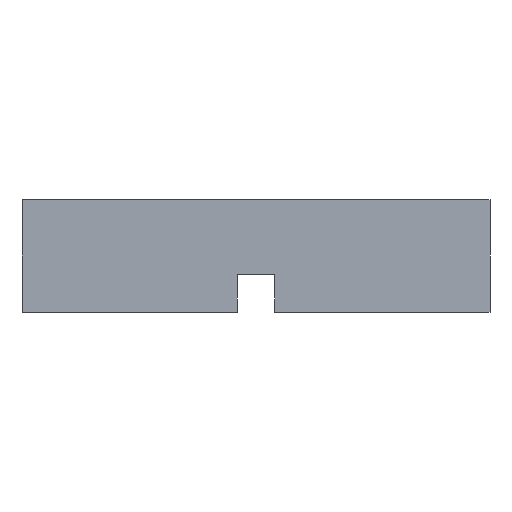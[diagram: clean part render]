
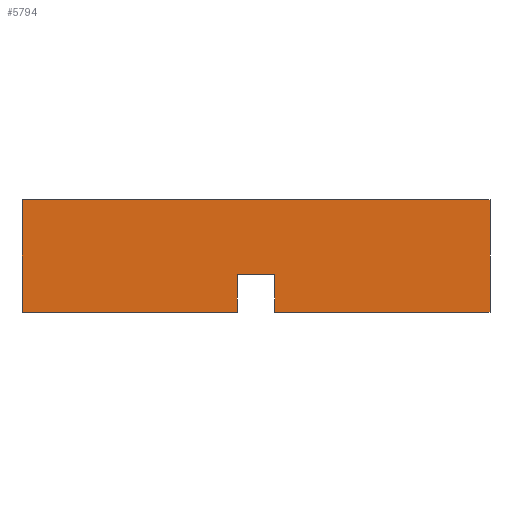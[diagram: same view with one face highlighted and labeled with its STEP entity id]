
A CAD part, front view. The second image highlights one B-rep face of the part: STEP entity #5794.
In plain terms, the highlighted planar face has unit normal (0, -1, 0).
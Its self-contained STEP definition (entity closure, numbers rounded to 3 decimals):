
#33 = PLANE('',#34);
#34 = AXIS2_PLACEMENT_3D('',#35,#36,#37);
#35 = CARTESIAN_POINT('',(0.,0.,0.));
#36 = DIRECTION('',(0.,0.,1.));
#37 = DIRECTION('',(1.,0.,0.));
#136 = VERTEX_POINT('',#137);
#137 = CARTESIAN_POINT('',(0.2,-2.5,0.));
#151 = PLANE('',#152);
#152 = AXIS2_PLACEMENT_3D('',#153,#154,#155);
#153 = CARTESIAN_POINT('',(0.2,-2.5,0.));
#154 = DIRECTION('',(1.,0.,0.));
#155 = DIRECTION('',(0.,1.,0.));
#163 = EDGE_CURVE('',#136,#164,#166,.T.);
#164 = VERTEX_POINT('',#165);
#165 = CARTESIAN_POINT('',(2.5,-2.5,0.));
#166 = SURFACE_CURVE('',#167,(#171,#178),.PCURVE_S1.);
#167 = LINE('',#168,#169);
#168 = CARTESIAN_POINT('',(0.2,-2.5,0.));
#169 = VECTOR('',#170,1.);
#170 = DIRECTION('',(1.,0.,0.));
#171 = PCURVE('',#33,#172);
#172 = DEFINITIONAL_REPRESENTATION('',(#173),#177);
#173 = LINE('',#174,#175);
#174 = CARTESIAN_POINT('',(0.2,-2.5));
#175 = VECTOR('',#176,1.);
#176 = DIRECTION('',(1.,0.));
#177 = ( GEOMETRIC_REPRESENTATION_CONTEXT(2) 
PARAMETRIC_REPRESENTATION_CONTEXT() REPRESENTATION_CONTEXT('2D SPACE',''
  ) );
#178 = PCURVE('',#179,#184);
#179 = PLANE('',#180);
#180 = AXIS2_PLACEMENT_3D('',#181,#182,#183);
#181 = CARTESIAN_POINT('',(-2.5,-2.5,0.));
#182 = DIRECTION('',(0.,-1.,0.));
#183 = DIRECTION('',(1.,0.,0.));
#184 = DEFINITIONAL_REPRESENTATION('',(#185),#189);
#185 = LINE('',#186,#187);
#186 = CARTESIAN_POINT('',(2.7,0.));
#187 = VECTOR('',#188,1.);
#188 = DIRECTION('',(1.,0.));
#189 = ( GEOMETRIC_REPRESENTATION_CONTEXT(2) 
PARAMETRIC_REPRESENTATION_CONTEXT() REPRESENTATION_CONTEXT('2D SPACE',''
  ) );
#207 = PLANE('',#208);
#208 = AXIS2_PLACEMENT_3D('',#209,#210,#211);
#209 = CARTESIAN_POINT('',(2.5,-2.5,0.));
#210 = DIRECTION('',(1.,0.,0.));
#211 = DIRECTION('',(0.,1.,0.));
#664 = PLANE('',#665);
#665 = AXIS2_PLACEMENT_3D('',#666,#667,#668);
#666 = CARTESIAN_POINT('',(0.,0.,0.));
#667 = DIRECTION('',(0.,0.,1.));
#668 = DIRECTION('',(1.,0.,0.));
#727 = PLANE('',#728);
#728 = AXIS2_PLACEMENT_3D('',#729,#730,#731);
#729 = CARTESIAN_POINT('',(-2.5,2.5,0.));
#730 = DIRECTION('',(-1.,0.,0.));
#731 = DIRECTION('',(0.,-1.,0.));
#1038 = VERTEX_POINT('',#1039);
#1039 = CARTESIAN_POINT('',(-2.5,-2.5,0.));
#1060 = EDGE_CURVE('',#1038,#1061,#1063,.T.);
#1061 = VERTEX_POINT('',#1062);
#1062 = CARTESIAN_POINT('',(-0.2,-2.5,0.));
#1063 = SURFACE_CURVE('',#1064,(#1068,#1075),.PCURVE_S1.);
#1064 = LINE('',#1065,#1066);
#1065 = CARTESIAN_POINT('',(-2.5,-2.5,0.));
#1066 = VECTOR('',#1067,1.);
#1067 = DIRECTION('',(1.,0.,0.));
#1068 = PCURVE('',#664,#1069);
#1069 = DEFINITIONAL_REPRESENTATION('',(#1070),#1074);
#1070 = LINE('',#1071,#1072);
#1071 = CARTESIAN_POINT('',(-2.5,-2.5));
#1072 = VECTOR('',#1073,1.);
#1073 = DIRECTION('',(1.,0.));
#1074 = ( GEOMETRIC_REPRESENTATION_CONTEXT(2) 
PARAMETRIC_REPRESENTATION_CONTEXT() REPRESENTATION_CONTEXT('2D SPACE',''
  ) );
#1075 = PCURVE('',#179,#1076);
#1076 = DEFINITIONAL_REPRESENTATION('',(#1077),#1081);
#1077 = LINE('',#1078,#1079);
#1078 = CARTESIAN_POINT('',(0.,0.));
#1079 = VECTOR('',#1080,1.);
#1080 = DIRECTION('',(1.,0.));
#1081 = ( GEOMETRIC_REPRESENTATION_CONTEXT(2) 
PARAMETRIC_REPRESENTATION_CONTEXT() REPRESENTATION_CONTEXT('2D SPACE',''
  ) );
#1099 = PLANE('',#1100);
#1100 = AXIS2_PLACEMENT_3D('',#1101,#1102,#1103);
#1101 = CARTESIAN_POINT('',(-0.2,-2.1,0.));
#1102 = DIRECTION('',(-1.,0.,0.));
#1103 = DIRECTION('',(0.,-1.,0.));
#2720 = PLANE('',#2721);
#2721 = AXIS2_PLACEMENT_3D('',#2722,#2723,#2724);
#2722 = CARTESIAN_POINT('',(0.,0.,1.2));
#2723 = DIRECTION('',(0.,0.,1.));
#2724 = DIRECTION('',(1.,0.,0.));
#2834 = VERTEX_POINT('',#2835);
#2835 = CARTESIAN_POINT('',(-2.5,-2.5,1.2));
#2856 = EDGE_CURVE('',#1038,#2834,#2857,.T.);
#2857 = SURFACE_CURVE('',#2858,(#2862,#2869),.PCURVE_S1.);
#2858 = LINE('',#2859,#2860);
#2859 = CARTESIAN_POINT('',(-2.5,-2.5,0.));
#2860 = VECTOR('',#2861,1.);
#2861 = DIRECTION('',(0.,0.,1.));
#2862 = PCURVE('',#727,#2863);
#2863 = DEFINITIONAL_REPRESENTATION('',(#2864),#2868);
#2864 = LINE('',#2865,#2866);
#2865 = CARTESIAN_POINT('',(5.,0.));
#2866 = VECTOR('',#2867,1.);
#2867 = DIRECTION('',(0.,1.));
#2868 = ( GEOMETRIC_REPRESENTATION_CONTEXT(2) 
PARAMETRIC_REPRESENTATION_CONTEXT() REPRESENTATION_CONTEXT('2D SPACE',''
  ) );
#2869 = PCURVE('',#179,#2870);
#2870 = DEFINITIONAL_REPRESENTATION('',(#2871),#2875);
#2871 = LINE('',#2872,#2873);
#2872 = CARTESIAN_POINT('',(0.,0.));
#2873 = VECTOR('',#2874,1.);
#2874 = DIRECTION('',(0.,1.));
#2875 = ( GEOMETRIC_REPRESENTATION_CONTEXT(2) 
PARAMETRIC_REPRESENTATION_CONTEXT() REPRESENTATION_CONTEXT('2D SPACE',''
  ) );
#3131 = VERTEX_POINT('',#3132);
#3132 = CARTESIAN_POINT('',(2.5,-2.5,1.2));
#3153 = EDGE_CURVE('',#2834,#3131,#3154,.T.);
#3154 = SURFACE_CURVE('',#3155,(#3159,#3166),.PCURVE_S1.);
#3155 = LINE('',#3156,#3157);
#3156 = CARTESIAN_POINT('',(-2.5,-2.5,1.2));
#3157 = VECTOR('',#3158,1.);
#3158 = DIRECTION('',(1.,0.,0.));
#3159 = PCURVE('',#2720,#3160);
#3160 = DEFINITIONAL_REPRESENTATION('',(#3161),#3165);
#3161 = LINE('',#3162,#3163);
#3162 = CARTESIAN_POINT('',(-2.5,-2.5));
#3163 = VECTOR('',#3164,1.);
#3164 = DIRECTION('',(1.,0.));
#3165 = ( GEOMETRIC_REPRESENTATION_CONTEXT(2) 
PARAMETRIC_REPRESENTATION_CONTEXT() REPRESENTATION_CONTEXT('2D SPACE',''
  ) );
#3166 = PCURVE('',#179,#3167);
#3167 = DEFINITIONAL_REPRESENTATION('',(#3168),#3172);
#3168 = LINE('',#3169,#3170);
#3169 = CARTESIAN_POINT('',(0.,1.2));
#3170 = VECTOR('',#3171,1.);
#3171 = DIRECTION('',(1.,0.));
#3172 = ( GEOMETRIC_REPRESENTATION_CONTEXT(2) 
PARAMETRIC_REPRESENTATION_CONTEXT() REPRESENTATION_CONTEXT('2D SPACE',''
  ) );
#3342 = EDGE_CURVE('',#164,#3131,#3343,.T.);
#3343 = SURFACE_CURVE('',#3344,(#3348,#3355),.PCURVE_S1.);
#3344 = LINE('',#3345,#3346);
#3345 = CARTESIAN_POINT('',(2.5,-2.5,0.));
#3346 = VECTOR('',#3347,1.);
#3347 = DIRECTION('',(0.,0.,1.));
#3348 = PCURVE('',#207,#3349);
#3349 = DEFINITIONAL_REPRESENTATION('',(#3350),#3354);
#3350 = LINE('',#3351,#3352);
#3351 = CARTESIAN_POINT('',(0.,0.));
#3352 = VECTOR('',#3353,1.);
#3353 = DIRECTION('',(0.,1.));
#3354 = ( GEOMETRIC_REPRESENTATION_CONTEXT(2) 
PARAMETRIC_REPRESENTATION_CONTEXT() REPRESENTATION_CONTEXT('2D SPACE',''
  ) );
#3355 = PCURVE('',#179,#3356);
#3356 = DEFINITIONAL_REPRESENTATION('',(#3357),#3361);
#3357 = LINE('',#3358,#3359);
#3358 = CARTESIAN_POINT('',(5.,0.));
#3359 = VECTOR('',#3360,1.);
#3360 = DIRECTION('',(0.,1.));
#3361 = ( GEOMETRIC_REPRESENTATION_CONTEXT(2) 
PARAMETRIC_REPRESENTATION_CONTEXT() REPRESENTATION_CONTEXT('2D SPACE',''
  ) );
#3881 = PLANE('',#3882);
#3882 = AXIS2_PLACEMENT_3D('',#3883,#3884,#3885);
#3883 = CARTESIAN_POINT('',(0.,0.,0.4));
#3884 = DIRECTION('',(0.,0.,1.));
#3885 = DIRECTION('',(1.,0.,0.));
#3927 = VERTEX_POINT('',#3928);
#3928 = CARTESIAN_POINT('',(-0.2,-2.5,0.4));
#3949 = EDGE_CURVE('',#3927,#3950,#3952,.T.);
#3950 = VERTEX_POINT('',#3951);
#3951 = CARTESIAN_POINT('',(0.2,-2.5,0.4));
#3952 = SURFACE_CURVE('',#3953,(#3957,#3964),.PCURVE_S1.);
#3953 = LINE('',#3954,#3955);
#3954 = CARTESIAN_POINT('',(-0.2,-2.5,0.4));
#3955 = VECTOR('',#3956,1.);
#3956 = DIRECTION('',(1.,0.,0.));
#3957 = PCURVE('',#3881,#3958);
#3958 = DEFINITIONAL_REPRESENTATION('',(#3959),#3963);
#3959 = LINE('',#3960,#3961);
#3960 = CARTESIAN_POINT('',(-0.2,-2.5));
#3961 = VECTOR('',#3962,1.);
#3962 = DIRECTION('',(1.,0.));
#3963 = ( GEOMETRIC_REPRESENTATION_CONTEXT(2) 
PARAMETRIC_REPRESENTATION_CONTEXT() REPRESENTATION_CONTEXT('2D SPACE',''
  ) );
#3964 = PCURVE('',#179,#3965);
#3965 = DEFINITIONAL_REPRESENTATION('',(#3966),#3970);
#3966 = LINE('',#3967,#3968);
#3967 = CARTESIAN_POINT('',(2.3,0.4));
#3968 = VECTOR('',#3969,1.);
#3969 = DIRECTION('',(1.,0.));
#3970 = ( GEOMETRIC_REPRESENTATION_CONTEXT(2) 
PARAMETRIC_REPRESENTATION_CONTEXT() REPRESENTATION_CONTEXT('2D SPACE',''
  ) );
#5773 = EDGE_CURVE('',#1061,#3927,#5774,.T.);
#5774 = SURFACE_CURVE('',#5775,(#5779,#5786),.PCURVE_S1.);
#5775 = LINE('',#5776,#5777);
#5776 = CARTESIAN_POINT('',(-0.2,-2.5,0.));
#5777 = VECTOR('',#5778,1.);
#5778 = DIRECTION('',(0.,0.,1.));
#5779 = PCURVE('',#1099,#5780);
#5780 = DEFINITIONAL_REPRESENTATION('',(#5781),#5785);
#5781 = LINE('',#5782,#5783);
#5782 = CARTESIAN_POINT('',(0.4,0.));
#5783 = VECTOR('',#5784,1.);
#5784 = DIRECTION('',(0.,1.));
#5785 = ( GEOMETRIC_REPRESENTATION_CONTEXT(2) 
PARAMETRIC_REPRESENTATION_CONTEXT() REPRESENTATION_CONTEXT('2D SPACE',''
  ) );
#5786 = PCURVE('',#179,#5787);
#5787 = DEFINITIONAL_REPRESENTATION('',(#5788),#5792);
#5788 = LINE('',#5789,#5790);
#5789 = CARTESIAN_POINT('',(2.3,0.));
#5790 = VECTOR('',#5791,1.);
#5791 = DIRECTION('',(0.,1.));
#5792 = ( GEOMETRIC_REPRESENTATION_CONTEXT(2) 
PARAMETRIC_REPRESENTATION_CONTEXT() REPRESENTATION_CONTEXT('2D SPACE',''
  ) );
#5794 = ADVANCED_FACE('',(#5795),#179,.T.);
#5795 = FACE_BOUND('',#5796,.F.);
#5796 = EDGE_LOOP('',(#5797,#5798,#5799,#5800,#5801,#5802,#5803,#5804));
#5797 = ORIENTED_EDGE('',*,*,#3949,.F.);
#5798 = ORIENTED_EDGE('',*,*,#5773,.F.);
#5799 = ORIENTED_EDGE('',*,*,#1060,.F.);
#5800 = ORIENTED_EDGE('',*,*,#2856,.T.);
#5801 = ORIENTED_EDGE('',*,*,#3153,.T.);
#5802 = ORIENTED_EDGE('',*,*,#3342,.F.);
#5803 = ORIENTED_EDGE('',*,*,#163,.F.);
#5804 = ORIENTED_EDGE('',*,*,#5805,.T.);
#5805 = EDGE_CURVE('',#136,#3950,#5806,.T.);
#5806 = SURFACE_CURVE('',#5807,(#5811,#5818),.PCURVE_S1.);
#5807 = LINE('',#5808,#5809);
#5808 = CARTESIAN_POINT('',(0.2,-2.5,0.));
#5809 = VECTOR('',#5810,1.);
#5810 = DIRECTION('',(0.,0.,1.));
#5811 = PCURVE('',#179,#5812);
#5812 = DEFINITIONAL_REPRESENTATION('',(#5813),#5817);
#5813 = LINE('',#5814,#5815);
#5814 = CARTESIAN_POINT('',(2.7,0.));
#5815 = VECTOR('',#5816,1.);
#5816 = DIRECTION('',(0.,1.));
#5817 = ( GEOMETRIC_REPRESENTATION_CONTEXT(2) 
PARAMETRIC_REPRESENTATION_CONTEXT() REPRESENTATION_CONTEXT('2D SPACE',''
  ) );
#5818 = PCURVE('',#151,#5819);
#5819 = DEFINITIONAL_REPRESENTATION('',(#5820),#5824);
#5820 = LINE('',#5821,#5822);
#5821 = CARTESIAN_POINT('',(0.,0.));
#5822 = VECTOR('',#5823,1.);
#5823 = DIRECTION('',(0.,1.));
#5824 = ( GEOMETRIC_REPRESENTATION_CONTEXT(2) 
PARAMETRIC_REPRESENTATION_CONTEXT() REPRESENTATION_CONTEXT('2D SPACE',''
  ) );
